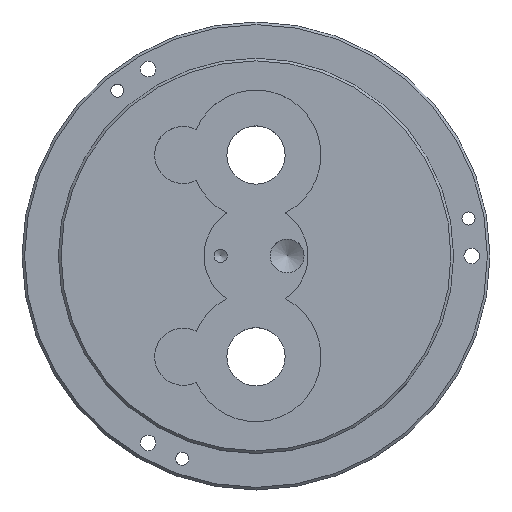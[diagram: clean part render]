
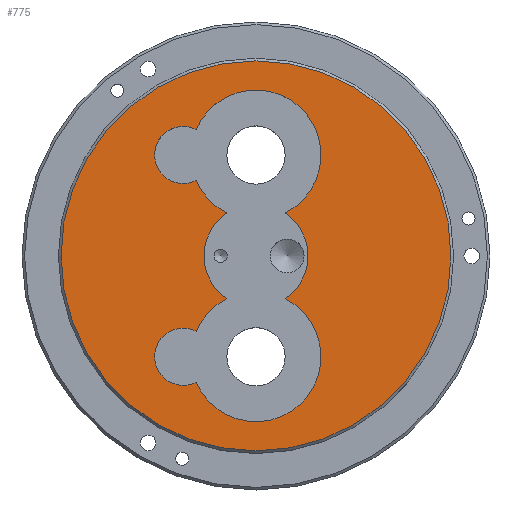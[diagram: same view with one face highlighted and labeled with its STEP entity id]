
A CAD part, top view. The second image highlights one B-rep face of the part: STEP entity #775.
In plain terms, the highlighted planar face has unit normal (0, 0, 1).
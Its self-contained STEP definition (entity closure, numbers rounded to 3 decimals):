
#40=FACE_BOUND('',#194,.T.);
#57=PLANE('',#907);
#127=FACE_OUTER_BOUND('',#193,.T.);
#193=EDGE_LOOP('',(#689));
#194=EDGE_LOOP('',(#690,#691,#692,#693,#694,#695,#696,#697));
#291=CIRCLE('',#826,12.5);
#292=CIRCLE('',#828,5.5);
#293=CIRCLE('',#830,12.5);
#294=CIRCLE('',#832,10.);
#295=CIRCLE('',#834,10.);
#296=CIRCLE('',#836,12.5);
#297=CIRCLE('',#838,5.5);
#298=CIRCLE('',#840,12.5);
#339=CIRCLE('',#906,37.5);
#367=VERTEX_POINT('',#1257);
#368=VERTEX_POINT('',#1259);
#369=VERTEX_POINT('',#1263);
#370=VERTEX_POINT('',#1267);
#371=VERTEX_POINT('',#1271);
#372=VERTEX_POINT('',#1275);
#373=VERTEX_POINT('',#1279);
#374=VERTEX_POINT('',#1283);
#407=VERTEX_POINT('',#1396);
#440=EDGE_CURVE('',#368,#367,#291,.T.);
#442=EDGE_CURVE('',#369,#368,#292,.T.);
#444=EDGE_CURVE('',#370,#369,#293,.T.);
#446=EDGE_CURVE('',#371,#370,#294,.T.);
#449=EDGE_CURVE('',#367,#372,#295,.T.);
#451=EDGE_CURVE('',#372,#373,#296,.T.);
#453=EDGE_CURVE('',#373,#374,#297,.T.);
#454=EDGE_CURVE('',#374,#371,#298,.T.);
#506=EDGE_CURVE('',#407,#407,#339,.T.);
#689=ORIENTED_EDGE('',*,*,#506,.F.);
#690=ORIENTED_EDGE('',*,*,#440,.T.);
#691=ORIENTED_EDGE('',*,*,#449,.T.);
#692=ORIENTED_EDGE('',*,*,#451,.T.);
#693=ORIENTED_EDGE('',*,*,#453,.T.);
#694=ORIENTED_EDGE('',*,*,#454,.T.);
#695=ORIENTED_EDGE('',*,*,#446,.T.);
#696=ORIENTED_EDGE('',*,*,#444,.T.);
#697=ORIENTED_EDGE('',*,*,#442,.T.);
#775=ADVANCED_FACE('',(#127,#40),#57,.T.);
#826=AXIS2_PLACEMENT_3D('',#1260,#988,#989);
#828=AXIS2_PLACEMENT_3D('',#1264,#993,#994);
#830=AXIS2_PLACEMENT_3D('',#1268,#998,#999);
#832=AXIS2_PLACEMENT_3D('',#1272,#1003,#1004);
#834=AXIS2_PLACEMENT_3D('',#1277,#1009,#1010);
#836=AXIS2_PLACEMENT_3D('',#1281,#1014,#1015);
#838=AXIS2_PLACEMENT_3D('',#1285,#1019,#1020);
#840=AXIS2_PLACEMENT_3D('',#1287,#1023,#1024);
#906=AXIS2_PLACEMENT_3D('',#1397,#1166,#1167);
#907=AXIS2_PLACEMENT_3D('',#1399,#1169,#1170);
#988=DIRECTION('center_axis',(0.,0.,-1.));
#989=DIRECTION('ref_axis',(1.,0.,0.));
#993=DIRECTION('center_axis',(0.,0.,-1.));
#994=DIRECTION('ref_axis',(1.,0.,0.));
#998=DIRECTION('center_axis',(0.,0.,-1.));
#999=DIRECTION('ref_axis',(1.,0.,0.));
#1003=DIRECTION('center_axis',(0.,0.,-1.));
#1004=DIRECTION('ref_axis',(1.,0.,0.));
#1009=DIRECTION('center_axis',(0.,0.,-1.));
#1010=DIRECTION('ref_axis',(1.,0.,0.));
#1014=DIRECTION('center_axis',(0.,0.,-1.));
#1015=DIRECTION('ref_axis',(1.,0.,0.));
#1019=DIRECTION('center_axis',(0.,0.,-1.));
#1020=DIRECTION('ref_axis',(1.,0.,0.));
#1023=DIRECTION('center_axis',(0.,0.,-1.));
#1024=DIRECTION('ref_axis',(1.,0.,0.));
#1166=DIRECTION('center_axis',(0.,0.,-1.));
#1167=DIRECTION('ref_axis',(-1.,0.,0.));
#1169=DIRECTION('center_axis',(0.,0.,1.));
#1170=DIRECTION('ref_axis',(1.,0.,0.));
#1257=CARTESIAN_POINT('',(-5.651,-8.25,19.));
#1259=CARTESIAN_POINT('',(-11.5,-14.501,19.));
#1260=CARTESIAN_POINT('Origin',(0.,-19.4,19.));
#1263=CARTESIAN_POINT('',(-11.5,-24.299,19.));
#1264=CARTESIAN_POINT('Origin',(-14.,-19.4,19.));
#1267=CARTESIAN_POINT('',(5.651,-8.25,19.));
#1268=CARTESIAN_POINT('Origin',(0.,-19.4,19.));
#1271=CARTESIAN_POINT('',(5.651,8.25,19.));
#1272=CARTESIAN_POINT('Origin',(0.,0.,19.));
#1275=CARTESIAN_POINT('',(-5.651,8.25,19.));
#1277=CARTESIAN_POINT('Origin',(0.,0.,19.));
#1279=CARTESIAN_POINT('',(-11.5,14.501,19.));
#1281=CARTESIAN_POINT('Origin',(0.,19.4,19.));
#1283=CARTESIAN_POINT('',(-11.5,24.299,19.));
#1285=CARTESIAN_POINT('Origin',(-14.,19.4,19.));
#1287=CARTESIAN_POINT('Origin',(0.,19.4,19.));
#1396=CARTESIAN_POINT('',(37.5,0.,19.));
#1397=CARTESIAN_POINT('Origin',(0.,0.,19.));
#1399=CARTESIAN_POINT('Origin',(0.,0.,19.));
